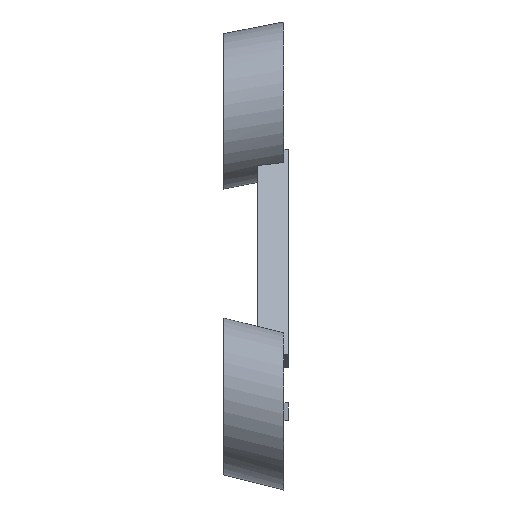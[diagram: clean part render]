
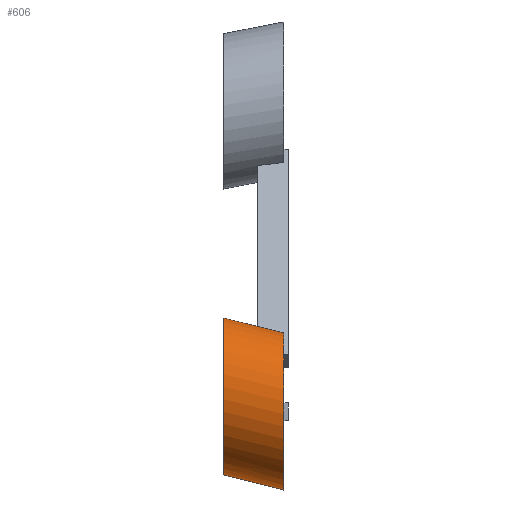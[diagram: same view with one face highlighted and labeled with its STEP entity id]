
A CAD part, left-side view. The second image highlights one B-rep face of the part: STEP entity #606.
In plain terms, the highlighted cylindrical face has radius 7.479 mm (diameter 14.958 mm), a full revolution.
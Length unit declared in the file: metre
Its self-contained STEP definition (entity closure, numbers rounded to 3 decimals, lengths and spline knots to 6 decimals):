
#13=CYLINDRICAL_SURFACE('',#668,0.007479);
#19=ELLIPSE('',#646,0.088102,0.007479);
#20=ELLIPSE('',#649,0.088102,0.007479);
#23=ELLIPSE('',#653,0.008095,0.007479);
#28=ELLIPSE('',#661,0.008095,0.007479);
#29=ELLIPSE('',#662,0.008095,0.007479);
#34=ELLIPSE('',#669,0.008095,0.007479);
#35=ELLIPSE('',#670,0.03277,0.007479);
#36=ELLIPSE('',#671,0.008095,0.007479);
#37=ELLIPSE('',#672,0.03277,0.007479);
#113=ORIENTED_EDGE('',*,*,#266,.T.);
#114=ORIENTED_EDGE('',*,*,#235,.F.);
#115=ORIENTED_EDGE('',*,*,#249,.T.);
#116=ORIENTED_EDGE('',*,*,#245,.F.);
#117=ORIENTED_EDGE('',*,*,#261,.F.);
#118=ORIENTED_EDGE('',*,*,#267,.F.);
#119=ORIENTED_EDGE('',*,*,#268,.T.);
#120=ORIENTED_EDGE('',*,*,#269,.T.);
#121=ORIENTED_EDGE('',*,*,#257,.F.);
#235=EDGE_CURVE('',#322,#323,#19,.T.);
#245=EDGE_CURVE('',#328,#329,#20,.T.);
#249=EDGE_CURVE('',#322,#329,#23,.T.);
#257=EDGE_CURVE('',#323,#337,#28,.F.);
#261=EDGE_CURVE('',#340,#328,#29,.F.);
#266=EDGE_CURVE('',#344,#344,#34,.F.);
#267=EDGE_CURVE('',#345,#340,#35,.T.);
#268=EDGE_CURVE('',#345,#346,#36,.T.);
#269=EDGE_CURVE('',#346,#337,#37,.T.);
#322=VERTEX_POINT('',#920);
#323=VERTEX_POINT('',#922);
#328=VERTEX_POINT('',#938);
#329=VERTEX_POINT('',#940);
#337=VERTEX_POINT('',#964);
#340=VERTEX_POINT('',#970);
#344=VERTEX_POINT('',#982);
#345=VERTEX_POINT('',#984);
#346=VERTEX_POINT('',#986);
#490=EDGE_LOOP('',(#113));
#491=EDGE_LOOP('',(#114,#115,#116,#117,#118,#119,#120,#121));
#536=FACE_BOUND('',#490,.T.);
#537=FACE_BOUND('',#491,.T.);
#606=ADVANCED_FACE('',(#536,#537),#13,.T.);
#646=AXIS2_PLACEMENT_3D('',#921,#726,#727);
#649=AXIS2_PLACEMENT_3D('',#939,#741,#742);
#653=AXIS2_PLACEMENT_3D('',#946,#750,#751);
#661=AXIS2_PLACEMENT_3D('',#963,#769,#770);
#662=AXIS2_PLACEMENT_3D('',#971,#774,#775);
#668=AXIS2_PLACEMENT_3D('',#980,#786,#787);
#669=AXIS2_PLACEMENT_3D('',#981,#788,#789);
#670=AXIS2_PLACEMENT_3D('',#983,#790,#791);
#671=AXIS2_PLACEMENT_3D('',#985,#792,#793);
#672=AXIS2_PLACEMENT_3D('',#987,#794,#795);
#726=DIRECTION('',(0.76,0.,-0.65));
#727=DIRECTION('',(-0.243,-0.927,-0.284));
#741=DIRECTION('',(-0.76,0.,0.65));
#742=DIRECTION('',(-0.243,-0.927,-0.284));
#750=DIRECTION('',(0.,1.,0.));
#751=DIRECTION('',(-0.803,0.,-0.597));
#769=DIRECTION('',(0.,1.,0.));
#770=DIRECTION('',(-0.803,0.,-0.597));
#774=DIRECTION('',(0.,1.,0.));
#775=DIRECTION('',(-0.803,0.,-0.597));
#786=DIRECTION('',(-0.307,-0.924,-0.228));
#787=DIRECTION('',(-0.006,0.242,-0.97));
#788=DIRECTION('',(0.,1.,0.));
#789=DIRECTION('',(-0.803,0.,-0.597));
#790=DIRECTION('',(0.,0.,-1.));
#791=DIRECTION('',(-0.315,-0.949,0.));
#792=DIRECTION('',(0.,1.,0.));
#793=DIRECTION('',(-0.803,0.,-0.597));
#794=DIRECTION('',(0.,0.,-1.));
#795=DIRECTION('',(-0.315,-0.949,0.));
#920=CARTESIAN_POINT('',(-0.018711,0.10551,0.061982));
#921=CARTESIAN_POINT('',(-0.02882,0.086232,0.050167));
#922=CARTESIAN_POINT('',(-0.019351,0.102903,0.061233));
#938=CARTESIAN_POINT('',(-0.01751,0.102903,0.059942));
#939=CARTESIAN_POINT('',(-0.020726,0.110592,0.056184));
#940=CARTESIAN_POINT('',(-0.016819,0.10551,0.060751));
#946=CARTESIAN_POINT('',(-0.022415,0.10551,0.054929));
#963=CARTESIAN_POINT('',(-0.023281,0.102903,0.054285));
#964=CARTESIAN_POINT('',(-0.015546,0.102903,0.053386));
#970=CARTESIAN_POINT('',(-0.015405,0.102903,0.05514));
#971=CARTESIAN_POINT('',(-0.023281,0.102903,0.054285));
#980=CARTESIAN_POINT('',(0.003336,0.183011,0.074072));
#981=CARTESIAN_POINT('',(-0.021318,0.108812,0.055744));
#982=CARTESIAN_POINT('',(-0.027814,0.108812,0.050915));
#983=CARTESIAN_POINT('',(-0.02213,0.106367,0.05514));
#984=CARTESIAN_POINT('',(-0.014543,0.10551,0.05514));
#985=CARTESIAN_POINT('',(-0.022415,0.10551,0.054929));
#986=CARTESIAN_POINT('',(-0.014835,0.10551,0.053386));
#987=CARTESIAN_POINT('',(-0.02449,0.099265,0.053386));
